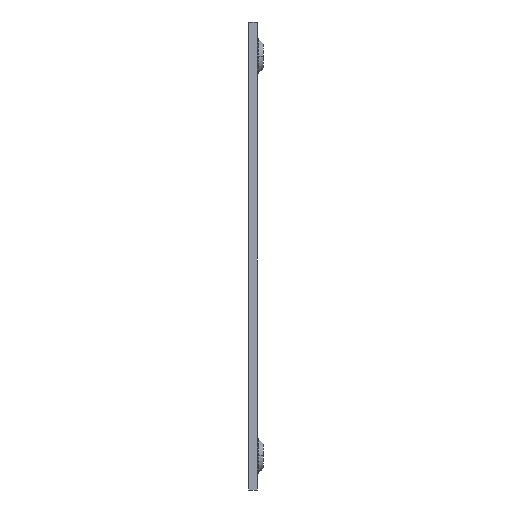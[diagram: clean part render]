
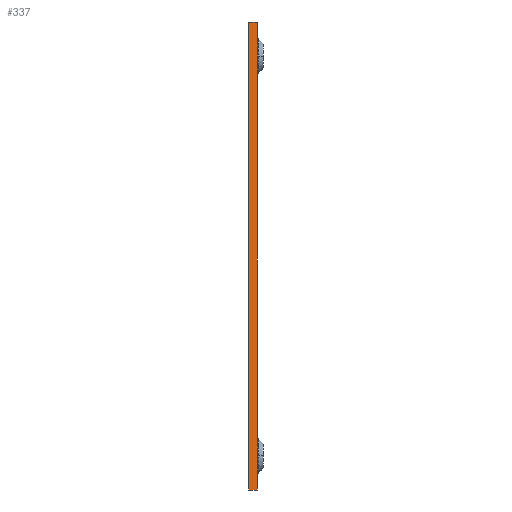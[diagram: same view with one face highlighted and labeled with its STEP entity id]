
A CAD part, left-side view. The second image highlights one B-rep face of the part: STEP entity #337.
In plain terms, the highlighted planar face has unit normal (-1, 0, 0).
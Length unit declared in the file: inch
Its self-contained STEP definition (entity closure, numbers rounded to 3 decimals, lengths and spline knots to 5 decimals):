
#331 = EDGE_CURVE ( 'NONE', #623, #347, #1891, .T. ) ;
#332 = ORIENTED_EDGE ( 'NONE', *, *, #344, .T. ) ;
#333 = ORIENTED_EDGE ( 'NONE', *, *, #625, .F. ) ;
#334 = ORIENTED_EDGE ( 'NONE', *, *, #335, .F. ) ;
#335 = EDGE_CURVE ( 'NONE', #616, #341, #1886, .T. ) ;
#336 = EDGE_LOOP ( 'NONE', ( #334, #333, #350, #332 ) ) ;
#337 = ADVANCED_FACE ( 'NONE', ( #1882 ), #1922, .T. ) ;
#341 = VERTEX_POINT ( 'NONE', #1913 ) ;
#344 = EDGE_CURVE ( 'NONE', #347, #341, #1908, .T. ) ;
#347 = VERTEX_POINT ( 'NONE', #1904 ) ;
#350 = ORIENTED_EDGE ( 'NONE', *, *, #331, .T. ) ;
#616 = VERTEX_POINT ( 'NONE', #2736 ) ;
#623 = VERTEX_POINT ( 'NONE', #2786 ) ;
#625 = EDGE_CURVE ( 'NONE', #623, #616, #2785, .T. ) ;
#1882 = FACE_OUTER_BOUND ( 'NONE', #336, .T. ) ;
#1883 = DIRECTION ( 'NONE',  ( 0., -1., 0. ) ) ;
#1884 = VECTOR ( 'NONE', #1883, 39.37008 ) ;
#1885 = CARTESIAN_POINT ( 'NONE',  ( -1.34, 0.06, 1.615 ) ) ;
#1886 = LINE ( 'NONE', #1885, #1884 ) ;
#1888 = DIRECTION ( 'NONE',  ( 0., -1., 0. ) ) ;
#1889 = VECTOR ( 'NONE', #1888, 39.37008 ) ;
#1890 = CARTESIAN_POINT ( 'NONE',  ( -1.34, 0.06, -1.615 ) ) ;
#1891 = LINE ( 'NONE', #1890, #1889 ) ;
#1904 = CARTESIAN_POINT ( 'NONE',  ( -1.34, 0., -1.615 ) ) ;
#1905 = DIRECTION ( 'NONE',  ( 0., 0., 1. ) ) ;
#1906 = VECTOR ( 'NONE', #1905, 39.37008 ) ;
#1907 = CARTESIAN_POINT ( 'NONE',  ( -1.34, 0., -1.615 ) ) ;
#1908 = LINE ( 'NONE', #1907, #1906 ) ;
#1913 = CARTESIAN_POINT ( 'NONE',  ( -1.34, 0., 1.615 ) ) ;
#1918 = DIRECTION ( 'NONE',  ( 0., 0., 1. ) ) ;
#1919 = DIRECTION ( 'NONE',  ( -1., 0., 0. ) ) ;
#1920 = CARTESIAN_POINT ( 'NONE',  ( -1.34, 0.06, -1.615 ) ) ;
#1921 = AXIS2_PLACEMENT_3D ( 'NONE', #1920, #1919, #1918 ) ;
#1922 = PLANE ( 'NONE',  #1921 ) ;
#2736 = CARTESIAN_POINT ( 'NONE',  ( -1.34, 0.06, 1.615 ) ) ;
#2782 = DIRECTION ( 'NONE',  ( 0., 0., 1. ) ) ;
#2783 = VECTOR ( 'NONE', #2782, 39.37008 ) ;
#2784 = CARTESIAN_POINT ( 'NONE',  ( -1.34, 0.06, -1.615 ) ) ;
#2785 = LINE ( 'NONE', #2784, #2783 ) ;
#2786 = CARTESIAN_POINT ( 'NONE',  ( -1.34, 0.06, -1.615 ) ) ;
